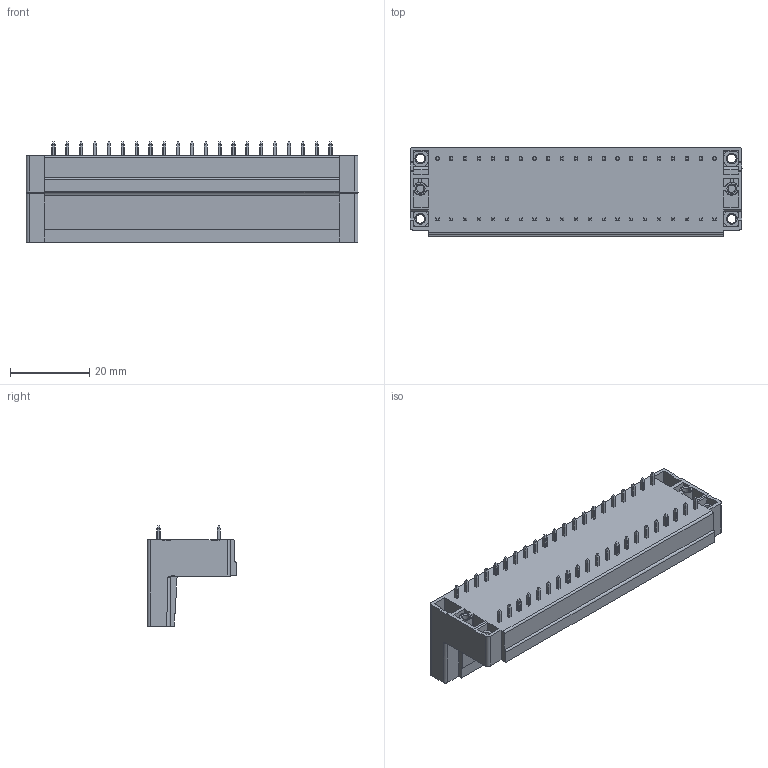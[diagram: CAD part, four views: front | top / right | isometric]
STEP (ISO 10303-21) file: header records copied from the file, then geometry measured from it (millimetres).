
FILE_DESCRIPTION((''),'2;1');
FILE_NAME('TLPHDW-005-1','2024-09-23T09:48:03',('sheji109'),(''),'CREO PARAMETRIC BY PTC INC, 2018100','CREO PARAMETRIC BY PTC INC, 2018100','');
FILE_SCHEMA(('CONFIG_CONTROL_DESIGN'));
Products named in the file (1): TLPHDW-005-1
Bounding box: 83.9 x 22.7 x 25.4 mm (x, y, z)
Volume: 18924.3 mm3; surface area: 17763.5 mm2
Topology: 1 solids, 1 shells, 3498 faces, 9710 edges, 6396 vertices
Faces by surface type: plane 2341, cylinder 853, cone 218, torus 84, bspline 2
Entity records: 111914 total; most frequent: CARTESIAN_POINT 22016, ORIENTED_EDGE 19420, DIRECTION 17824, EDGE_CURVE 9710, VECTOR 7020, LINE 7020, VERTEX_POINT 6396, AXIS2_PLACEMENT_3D 5402
